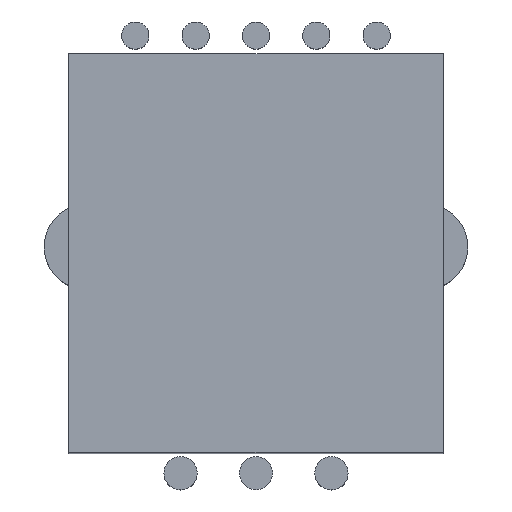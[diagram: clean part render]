
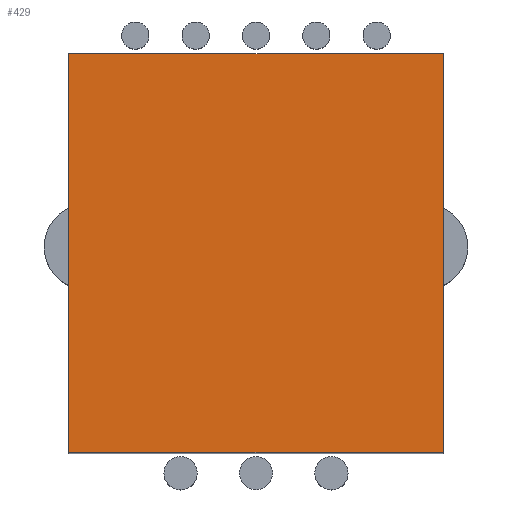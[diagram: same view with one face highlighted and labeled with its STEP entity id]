
A CAD part, top view. The second image highlights one B-rep face of the part: STEP entity #429.
In plain terms, the highlighted planar face has unit normal (0, 0, 1).
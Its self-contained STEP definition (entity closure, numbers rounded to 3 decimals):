
#115 = VERTEX_POINT('',#116);
#116 = CARTESIAN_POINT('',(-6.2,6.6,25.));
#123 = PLANE('',#124);
#124 = AXIS2_PLACEMENT_3D('',#125,#126,#127);
#125 = CARTESIAN_POINT('',(-6.2,6.6,0.));
#126 = DIRECTION('',(0.,1.,0.));
#127 = DIRECTION('',(1.,0.,0.));
#135 = PLANE('',#136);
#136 = AXIS2_PLACEMENT_3D('',#137,#138,#139);
#137 = CARTESIAN_POINT('',(-6.2,-6.6,0.));
#138 = DIRECTION('',(-1.,0.,0.));
#139 = DIRECTION('',(0.,1.,0.));
#147 = EDGE_CURVE('',#115,#148,#150,.T.);
#148 = VERTEX_POINT('',#149);
#149 = CARTESIAN_POINT('',(6.2,6.6,25.));
#150 = SURFACE_CURVE('',#151,(#155,#162),.PCURVE_S1.);
#151 = LINE('',#152,#153);
#152 = CARTESIAN_POINT('',(-6.2,6.6,25.));
#153 = VECTOR('',#154,1.);
#154 = DIRECTION('',(1.,0.,0.));
#155 = PCURVE('',#123,#156);
#156 = DEFINITIONAL_REPRESENTATION('',(#157),#161);
#157 = LINE('',#158,#159);
#158 = CARTESIAN_POINT('',(0.,-25.));
#159 = VECTOR('',#160,1.);
#160 = DIRECTION('',(1.,0.));
#161 = ( GEOMETRIC_REPRESENTATION_CONTEXT(2) 
PARAMETRIC_REPRESENTATION_CONTEXT() REPRESENTATION_CONTEXT('2D SPACE',''
  ) );
#162 = PCURVE('',#163,#168);
#163 = PLANE('',#164);
#164 = AXIS2_PLACEMENT_3D('',#165,#166,#167);
#165 = CARTESIAN_POINT('',(0.,0.,25.));
#166 = DIRECTION('',(0.,-0.,-1.));
#167 = DIRECTION('',(-1.,0.,0.));
#168 = DEFINITIONAL_REPRESENTATION('',(#169),#173);
#169 = LINE('',#170,#171);
#170 = CARTESIAN_POINT('',(6.2,6.6));
#171 = VECTOR('',#172,1.);
#172 = DIRECTION('',(-1.,0.));
#173 = ( GEOMETRIC_REPRESENTATION_CONTEXT(2) 
PARAMETRIC_REPRESENTATION_CONTEXT() REPRESENTATION_CONTEXT('2D SPACE',''
  ) );
#191 = PLANE('',#192);
#192 = AXIS2_PLACEMENT_3D('',#193,#194,#195);
#193 = CARTESIAN_POINT('',(6.2,6.6,0.));
#194 = DIRECTION('',(1.,0.,-0.));
#195 = DIRECTION('',(0.,-1.,0.));
#233 = EDGE_CURVE('',#148,#234,#236,.T.);
#234 = VERTEX_POINT('',#235);
#235 = CARTESIAN_POINT('',(6.2,-6.6,25.));
#236 = SURFACE_CURVE('',#237,(#241,#248),.PCURVE_S1.);
#237 = LINE('',#238,#239);
#238 = CARTESIAN_POINT('',(6.2,6.6,25.));
#239 = VECTOR('',#240,1.);
#240 = DIRECTION('',(0.,-1.,0.));
#241 = PCURVE('',#191,#242);
#242 = DEFINITIONAL_REPRESENTATION('',(#243),#247);
#243 = LINE('',#244,#245);
#244 = CARTESIAN_POINT('',(0.,-25.));
#245 = VECTOR('',#246,1.);
#246 = DIRECTION('',(1.,0.));
#247 = ( GEOMETRIC_REPRESENTATION_CONTEXT(2) 
PARAMETRIC_REPRESENTATION_CONTEXT() REPRESENTATION_CONTEXT('2D SPACE',''
  ) );
#248 = PCURVE('',#163,#249);
#249 = DEFINITIONAL_REPRESENTATION('',(#250),#254);
#250 = LINE('',#251,#252);
#251 = CARTESIAN_POINT('',(-6.2,6.6));
#252 = VECTOR('',#253,1.);
#253 = DIRECTION('',(0.,-1.));
#254 = ( GEOMETRIC_REPRESENTATION_CONTEXT(2) 
PARAMETRIC_REPRESENTATION_CONTEXT() REPRESENTATION_CONTEXT('2D SPACE',''
  ) );
#272 = PLANE('',#273);
#273 = AXIS2_PLACEMENT_3D('',#274,#275,#276);
#274 = CARTESIAN_POINT('',(6.2,-6.6,0.));
#275 = DIRECTION('',(0.,-1.,0.));
#276 = DIRECTION('',(-1.,0.,0.));
#309 = EDGE_CURVE('',#234,#310,#312,.T.);
#310 = VERTEX_POINT('',#311);
#311 = CARTESIAN_POINT('',(-6.2,-6.6,25.));
#312 = SURFACE_CURVE('',#313,(#317,#324),.PCURVE_S1.);
#313 = LINE('',#314,#315);
#314 = CARTESIAN_POINT('',(6.2,-6.6,25.));
#315 = VECTOR('',#316,1.);
#316 = DIRECTION('',(-1.,0.,0.));
#317 = PCURVE('',#272,#318);
#318 = DEFINITIONAL_REPRESENTATION('',(#319),#323);
#319 = LINE('',#320,#321);
#320 = CARTESIAN_POINT('',(0.,-25.));
#321 = VECTOR('',#322,1.);
#322 = DIRECTION('',(1.,0.));
#323 = ( GEOMETRIC_REPRESENTATION_CONTEXT(2) 
PARAMETRIC_REPRESENTATION_CONTEXT() REPRESENTATION_CONTEXT('2D SPACE',''
  ) );
#324 = PCURVE('',#163,#325);
#325 = DEFINITIONAL_REPRESENTATION('',(#326),#330);
#326 = LINE('',#327,#328);
#327 = CARTESIAN_POINT('',(-6.2,-6.6));
#328 = VECTOR('',#329,1.);
#329 = DIRECTION('',(1.,0.));
#330 = ( GEOMETRIC_REPRESENTATION_CONTEXT(2) 
PARAMETRIC_REPRESENTATION_CONTEXT() REPRESENTATION_CONTEXT('2D SPACE',''
  ) );
#380 = EDGE_CURVE('',#310,#115,#381,.T.);
#381 = SURFACE_CURVE('',#382,(#386,#393),.PCURVE_S1.);
#382 = LINE('',#383,#384);
#383 = CARTESIAN_POINT('',(-6.2,-6.6,25.));
#384 = VECTOR('',#385,1.);
#385 = DIRECTION('',(0.,1.,0.));
#386 = PCURVE('',#135,#387);
#387 = DEFINITIONAL_REPRESENTATION('',(#388),#392);
#388 = LINE('',#389,#390);
#389 = CARTESIAN_POINT('',(0.,-25.));
#390 = VECTOR('',#391,1.);
#391 = DIRECTION('',(1.,0.));
#392 = ( GEOMETRIC_REPRESENTATION_CONTEXT(2) 
PARAMETRIC_REPRESENTATION_CONTEXT() REPRESENTATION_CONTEXT('2D SPACE',''
  ) );
#393 = PCURVE('',#163,#394);
#394 = DEFINITIONAL_REPRESENTATION('',(#395),#399);
#395 = LINE('',#396,#397);
#396 = CARTESIAN_POINT('',(6.2,-6.6));
#397 = VECTOR('',#398,1.);
#398 = DIRECTION('',(0.,1.));
#399 = ( GEOMETRIC_REPRESENTATION_CONTEXT(2) 
PARAMETRIC_REPRESENTATION_CONTEXT() REPRESENTATION_CONTEXT('2D SPACE',''
  ) );
#429 = ADVANCED_FACE('',(#430),#163,.F.);
#430 = FACE_BOUND('',#431,.F.);
#431 = EDGE_LOOP('',(#432,#433,#434,#435));
#432 = ORIENTED_EDGE('',*,*,#147,.T.);
#433 = ORIENTED_EDGE('',*,*,#233,.T.);
#434 = ORIENTED_EDGE('',*,*,#309,.T.);
#435 = ORIENTED_EDGE('',*,*,#380,.T.);
